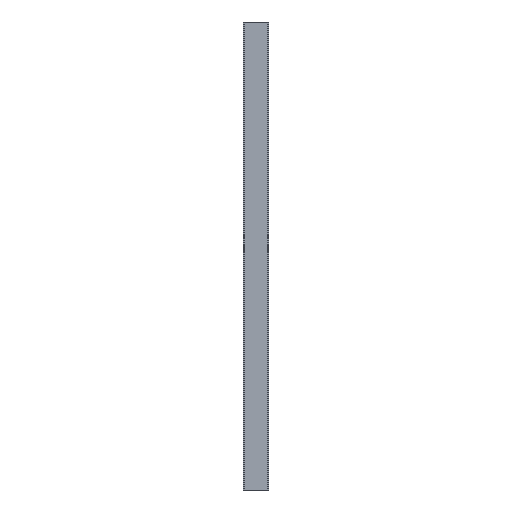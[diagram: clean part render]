
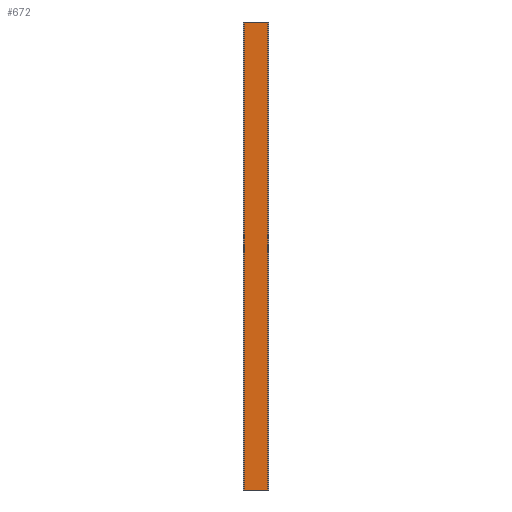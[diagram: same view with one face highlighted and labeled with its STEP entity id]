
A CAD part, front view. The second image highlights one B-rep face of the part: STEP entity #672.
In plain terms, the highlighted planar face has unit normal (0, -1, 0).
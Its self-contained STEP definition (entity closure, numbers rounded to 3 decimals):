
#91 = DIRECTION ( 'NONE',  ( 0., 0., 1. ) ) ;
#103 = CARTESIAN_POINT ( 'NONE',  ( 74.6, 20., 0. ) ) ;
#105 = DIRECTION ( 'NONE',  ( 0., -1., 0. ) ) ;
#106 = DIRECTION ( 'NONE',  ( 0., 0., -1. ) ) ;
#128 = ORIENTED_EDGE ( 'NONE', *, *, #1485, .T. ) ;
#201 = VECTOR ( 'NONE', #91, 1000. ) ;
#288 = ORIENTED_EDGE ( 'NONE', *, *, #1384, .F. ) ;
#426 = VERTEX_POINT ( 'NONE', #1949 ) ;
#469 = LINE ( 'NONE', #1020, #2700 ) ;
#493 = DIRECTION ( 'NONE',  ( 1., 0., 0. ) ) ;
#499 = CARTESIAN_POINT ( 'NONE',  ( -27.3, 20., -1500. ) ) ;
#604 = VERTEX_POINT ( 'NONE', #640 ) ;
#640 = CARTESIAN_POINT ( 'NONE',  ( 71.7, 20., -1500. ) ) ;
#672 = ADVANCED_FACE ( 'NONE', ( #1686 ), #912, .T. ) ;
#690 = LINE ( 'NONE', #1944, #201 ) ;
#697 = DIRECTION ( 'NONE',  ( 1., 0., 0. ) ) ;
#815 = EDGE_CURVE ( 'NONE', #1808, #1950, #1482, .T. ) ;
#912 = PLANE ( 'NONE',  #931 ) ;
#931 = AXIS2_PLACEMENT_3D ( 'NONE', #103, #105, #106 ) ;
#998 = LINE ( 'NONE', #499, #1077 ) ;
#1020 = CARTESIAN_POINT ( 'NONE',  ( 22.2, 20., 500. ) ) ;
#1069 = EDGE_CURVE ( 'NONE', #604, #426, #690, .T. ) ;
#1077 = VECTOR ( 'NONE', #493, 1000. ) ;
#1111 = ORIENTED_EDGE ( 'NONE', *, *, #1069, .T. ) ;
#1384 = EDGE_CURVE ( 'NONE', #1808, #426, #469, .T. ) ;
#1482 = LINE ( 'NONE', #2276, #2752 ) ;
#1485 = EDGE_CURVE ( 'NONE', #1950, #604, #998, .T. ) ;
#1686 = FACE_OUTER_BOUND ( 'NONE', #2284, .T. ) ;
#1808 = VERTEX_POINT ( 'NONE', #2589 ) ;
#1944 = CARTESIAN_POINT ( 'NONE',  ( 71.7, 20., 0. ) ) ;
#1949 = CARTESIAN_POINT ( 'NONE',  ( 71.7, 20., 500. ) ) ;
#1950 = VERTEX_POINT ( 'NONE', #2805 ) ;
#2276 = CARTESIAN_POINT ( 'NONE',  ( -27.3, 20., 0. ) ) ;
#2284 = EDGE_LOOP ( 'NONE', ( #2821, #128, #1111, #288 ) ) ;
#2369 = DIRECTION ( 'NONE',  ( 0., 0., -1. ) ) ;
#2589 = CARTESIAN_POINT ( 'NONE',  ( -27.3, 20., 500. ) ) ;
#2700 = VECTOR ( 'NONE', #697, 1000. ) ;
#2752 = VECTOR ( 'NONE', #2369, 1000. ) ;
#2805 = CARTESIAN_POINT ( 'NONE',  ( -27.3, 20., -1500. ) ) ;
#2821 = ORIENTED_EDGE ( 'NONE', *, *, #815, .T. ) ;
